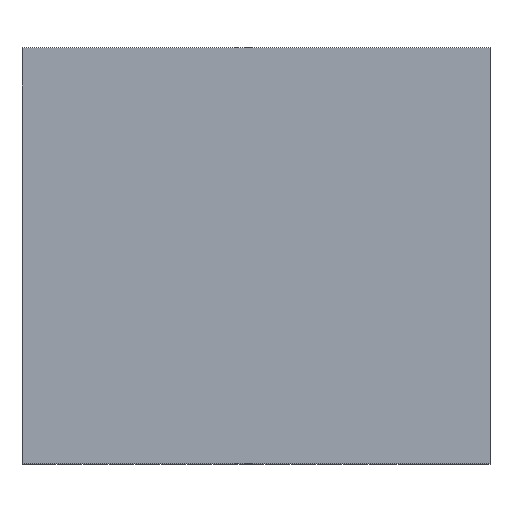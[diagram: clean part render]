
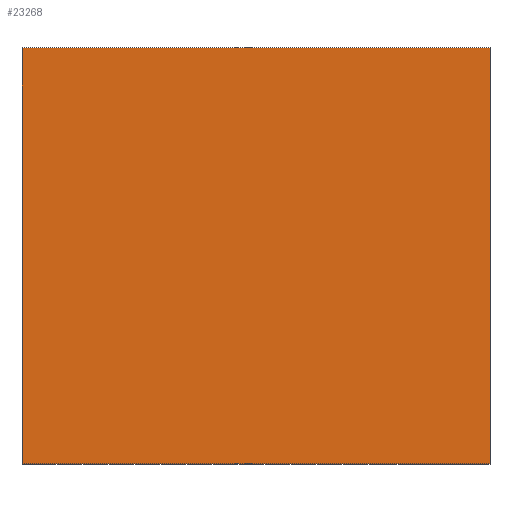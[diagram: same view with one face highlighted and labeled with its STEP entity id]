
A CAD part, top view. The second image highlights one B-rep face of the part: STEP entity #23268.
In plain terms, the highlighted face is planar.
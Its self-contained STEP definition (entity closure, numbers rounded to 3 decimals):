
#18315=DIRECTION('',(1.,0.,0.));
#18316=VECTOR('',#18315,4.5);
#18317=CARTESIAN_POINT('',(-2.25,0.975,2.));
#18318=LINE('',#18317,#18316);
#18322=DIRECTION('',(0.,0.,1.));
#18323=VECTOR('',#18322,4.);
#18324=CARTESIAN_POINT('',(-2.25,0.975,-2.));
#18325=LINE('',#18324,#18323);
#18329=DIRECTION('',(-1.,0.,0.));
#18330=VECTOR('',#18329,4.5);
#18331=CARTESIAN_POINT('',(2.25,0.975,-2.));
#18332=LINE('',#18331,#18330);
#18336=DIRECTION('',(0.,0.,-1.));
#18337=VECTOR('',#18336,4.);
#18338=CARTESIAN_POINT('',(2.25,0.975,2.));
#18339=LINE('',#18338,#18337);
#20331=CARTESIAN_POINT('',(-2.25,0.975,2.));
#20332=CARTESIAN_POINT('',(2.25,0.975,2.));
#20333=VERTEX_POINT('',#20331);
#20334=VERTEX_POINT('',#20332);
#20335=CARTESIAN_POINT('',(2.25,0.975,-2.));
#20336=VERTEX_POINT('',#20335);
#20337=CARTESIAN_POINT('',(-2.25,0.975,-2.));
#20338=VERTEX_POINT('',#20337);
#23255=CARTESIAN_POINT('',(0.,0.975,0.));
#23256=DIRECTION('',(0.,1.,0.));
#23257=DIRECTION('',(1.,0.,0.));
#23258=AXIS2_PLACEMENT_3D('',#23255,#23256,#23257);
#23259=PLANE('',#23258);
#23260=ORIENTED_EDGE('',*,*,#23166,.F.);
#23261=ORIENTED_EDGE('',*,*,#22247,.F.);
#23263=ORIENTED_EDGE('',*,*,#23262,.F.);
#23265=ORIENTED_EDGE('',*,*,#23264,.F.);
#23266=EDGE_LOOP('',(#23260,#23261,#23263,#23265));
#23267=FACE_OUTER_BOUND('',#23266,.F.);
#22247=EDGE_CURVE('',#20338,#20333,#18325,.T.);
#23166=EDGE_CURVE('',#20333,#20334,#18318,.T.);
#23262=EDGE_CURVE('',#20336,#20338,#18332,.T.);
#23264=EDGE_CURVE('',#20334,#20336,#18339,.T.);
#23268=ADVANCED_FACE('',(#23267),#23259,.T.);
